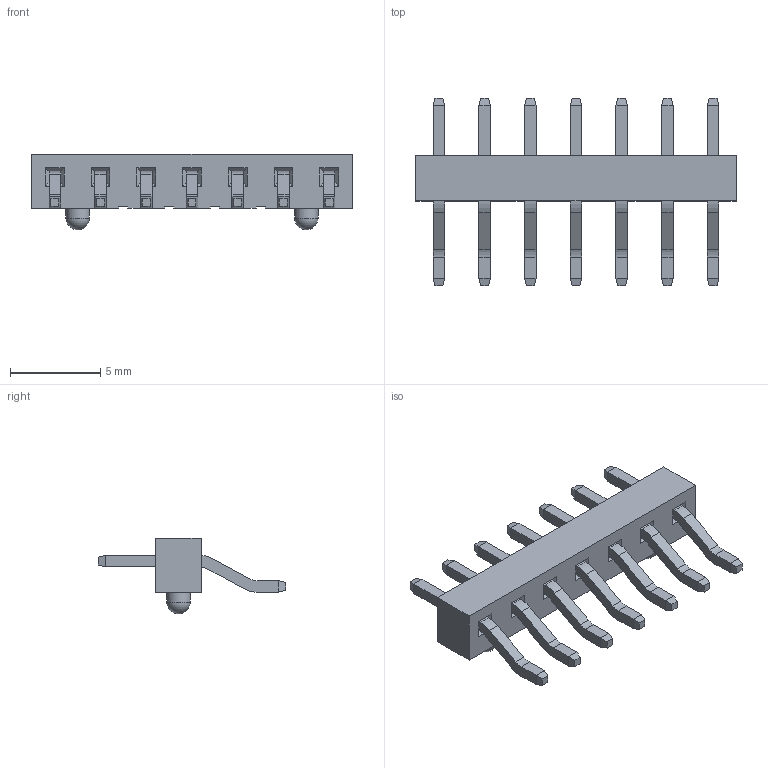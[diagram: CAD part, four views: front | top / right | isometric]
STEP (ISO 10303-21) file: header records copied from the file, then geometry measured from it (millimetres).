
FILE_DESCRIPTION(('FreeCAD Model'),'2;1');
FILE_NAME('BG035-07X-1-0320-0180-0290-X-X.step','2015-12-11T20:03:58',('Author'),(''), 'Open CASCADE STEP processor 6.8','FreeCAD','Unknown');
FILE_SCHEMA(('AUTOMOTIVE_DESIGN_CC2 { 1 2 10303 214 -1 1 5 4 }'));
Length unit declared in the file: millimetre
Products named in the file (1): BG035-07X-1-0320-0180-0290-X-X
Bounding box: 17.78 x 10.4 x 4.2 mm (x, y, z)
Volume: 158 mm3; surface area: 367.3 mm2
Topology: 1 solids, 1 shells, 236 faces, 631 edges, 411 vertices
Faces by surface type: plane 204, cylinder 30, sphere 2
Full cylindrical faces by diameter (mm): 1.3 x2
Entity records: 17989 total; most frequent: CARTESIAN_POINT 5773, DIRECTION 2107, LINE 1462, VECTOR 1462, ORIENTED_EDGE 1258, PCURVE 1258, DEFINITIONAL_REPRESENTATION 1258, EDGE_CURVE 629
